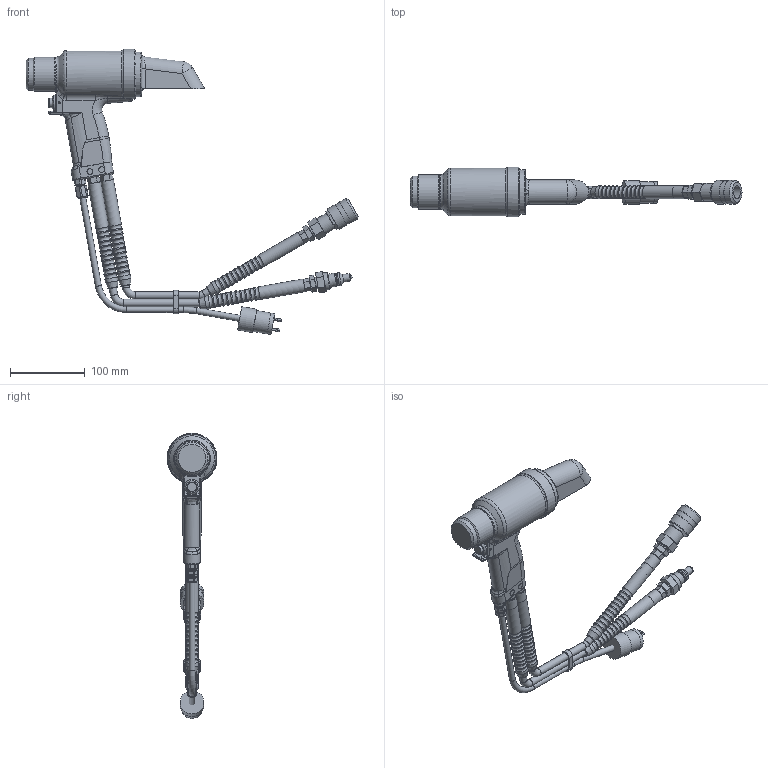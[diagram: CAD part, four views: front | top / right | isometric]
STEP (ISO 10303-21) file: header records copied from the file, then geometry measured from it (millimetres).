
FILE_DESCRIPTION(/* description */ (''),/* implementation_level */ '2;1');
FILE_NAME(/* name */ '2600_CLR',/* time_stamp */ '2008-05-29T14:41:09-04:00',/* author */ (''),/* organization */ (''),/* preprocessor_version */ 'ST-DEVELOPER v11',/* originating_system */ 'UGS - NX 5.0',/* authorisation */ '');
FILE_SCHEMA (('CONFIG_CONTROL_DESIGN'));
Length unit declared in the file: inch
Products named in the file (22): 123682; 122633; 123681; 122770; 128743; 500779-120361; 123131; 118944-1-2-ends; 505839-2600; 122756_CLR; 110686; 501731; 503431; 110438; 122754_CLR; 110439; 123337-1_118944-1-2600; 505344; 122766_CLR; 120361; 118944-1-2; 2600_CLR
Assembly tree (28 placements, depth 3):
  2600_CLR
    118944-1-2
      118944-1-2-ends  x4
      123131  x4
    123337-1_118944-1-2600
    110439
    122754_CLR
    110438
    120361
      500779-120361
      128743
    503431  x2
    501731
    122766_CLR
      122770
    110686
    122756_CLR
    505839-2600
    505344
      123681
      122633
      123682
Bounding box: 444.76 x 66.91 x 382.07 mm (x, y, z)
Volume: 896453.6 mm3; surface area: 205451.9 mm2
Topology: 29 solids, 31 shells, 755 faces, 1752 edges, 1089 vertices
Faces by surface type: cylinder 244, plane 235, cone 95, torus 91, bspline 79, sphere 10, revolution 1
Full cylindrical faces by diameter (mm): 2.286 x3, 2.388 x1, 2.54 x2, 2.86 x1, 3.175 x3, 3.404 x1, 3.81 x1, 6.35 x1, 6.985 x1, 7.938 x2, 7.963 x6, 8.255 x2, 9.779 x10, 10.16 x5, 10.477 x1, 10.858 x2, 11.326 x1, 11.684 x4, 12.7 x3, 12.89 x1, 13.398 x1, 14.417 x2, 15.113 x6, 15.24 x1, 15.684 x1, 15.875 x1, 16.129 x1, 16.891 x2, 17.145 x48, 17.78 x3
Entity records: 20207 total; most frequent: CARTESIAN_POINT 5879, DIRECTION 2391, ORIENTED_EDGE 2242, EDGE_CURVE 1121, AXIS2_PLACEMENT_3D 1030, EDGE_LOOP 785, VERTEX_POINT 775, ADVANCED_FACE 579
